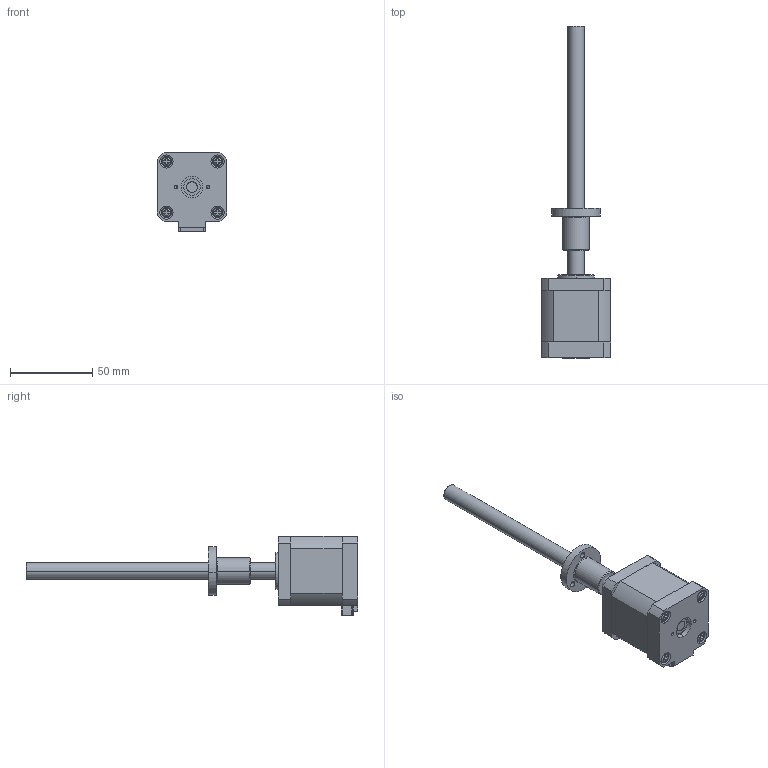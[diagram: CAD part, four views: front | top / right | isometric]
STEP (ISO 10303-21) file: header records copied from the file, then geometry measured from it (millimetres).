
FILE_DESCRIPTION (( 'STEP AP203' ), '1' );
FILE_NAME ('LSM176S-T10105-153-AR2-0.STEP', '2017-10-13T01:37:31', ( 'Windows' ), ( 'Microsoft' ), 'SwSTEP 2.0', 'SolidWorks 2014', '' );
FILE_SCHEMA (( 'CONFIG_CONTROL_DESIGN' ));
Length unit declared in the file: millimetre
Products named in the file (4): LSM176S-T10105-153-AR2-0; LE17HD6P4200-BR70A; T10105佪裝; 圆形普通螺母AR2_圆形螺母A3
Assembly tree (3 placements, depth 2):
  LSM176S-T10105-153-AR2-0
    LE17HD6P4200-BR70A
    T10105佪裝
    圆形普通螺母AR2_圆形螺母A3
Bounding box: 42 x 201.3 x 48 mm (x, y, z)
Volume: 99876.1 mm3; surface area: 24443.9 mm2
Topology: 4 solids, 4 shells, 356 faces, 910 edges, 584 vertices
Faces by surface type: plane 238, cylinder 78, cone 28, torus 12
Entity records: 11256 total; most frequent: CARTESIAN_POINT 2124, ORIENTED_EDGE 1812, DIRECTION 1800, EDGE_CURVE 906, LINE 624, VECTOR 624, AXIS2_PLACEMENT_3D 588, VERTEX_POINT 584
